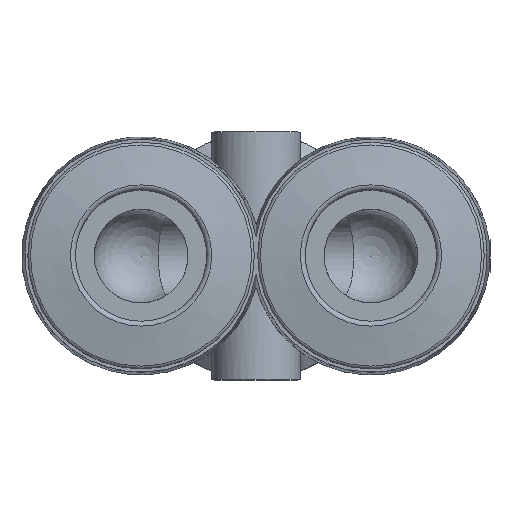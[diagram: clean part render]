
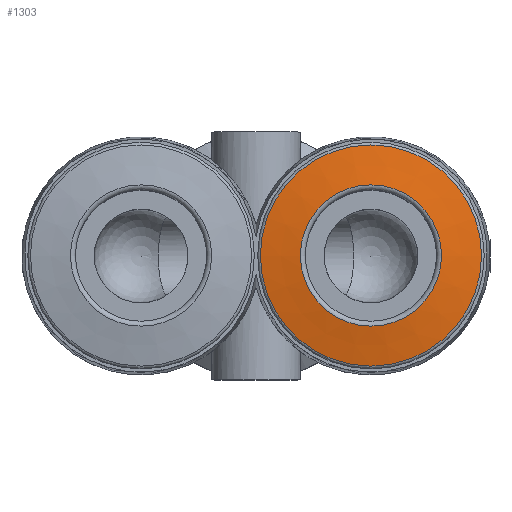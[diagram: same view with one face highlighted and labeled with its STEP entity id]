
A CAD part, top view. The second image highlights one B-rep face of the part: STEP entity #1303.
In plain terms, the highlighted conical face has half-angle 80 degrees and reference radius 6.735 mm.
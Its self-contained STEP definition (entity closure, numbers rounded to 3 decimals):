
#39=CONICAL_SURFACE('',#1466,6.735,1.396);
#188=CIRCLE('',#1465,6.735);
#189=CIRCLE('',#1467,4.3);
#385=ORIENTED_EDGE('',*,*,#685,.F.);
#386=ORIENTED_EDGE('',*,*,#684,.T.);
#684=EDGE_CURVE('',#830,#830,#188,.T.);
#685=EDGE_CURVE('',#831,#831,#189,.T.);
#830=VERTEX_POINT('',#2431);
#831=VERTEX_POINT('',#2434);
#975=EDGE_LOOP('',(#385));
#976=EDGE_LOOP('',(#386));
#1131=FACE_BOUND('',#975,.T.);
#1132=FACE_BOUND('',#976,.T.);
#1303=ADVANCED_FACE('',(#1131,#1132),#39,.T.);
#1465=AXIS2_PLACEMENT_3D('',#2430,#1759,#1760);
#1466=AXIS2_PLACEMENT_3D('',#2432,#1761,#1762);
#1467=AXIS2_PLACEMENT_3D('',#2433,#1763,#1764);
#1759=DIRECTION('',(0.,0.,1.));
#1760=DIRECTION('',(1.,0.,0.));
#1761=DIRECTION('',(0.,0.,-1.));
#1762=DIRECTION('',(-1.,0.,0.));
#1763=DIRECTION('',(0.,0.,1.));
#1764=DIRECTION('',(1.,0.,0.));
#2430=CARTESIAN_POINT('',(7.,0.,16.771));
#2431=CARTESIAN_POINT('',(13.735,0.,16.771));
#2432=CARTESIAN_POINT('',(7.,0.,16.771));
#2433=CARTESIAN_POINT('',(7.,0.,17.2));
#2434=CARTESIAN_POINT('',(11.3,0.,17.2));
